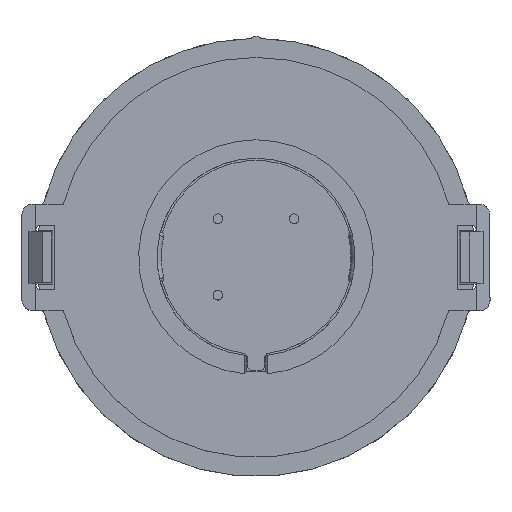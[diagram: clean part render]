
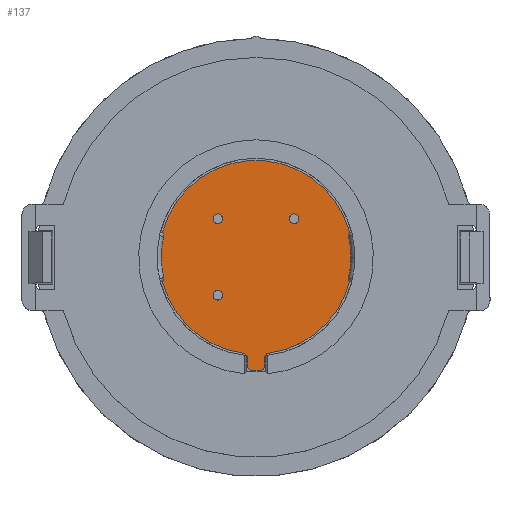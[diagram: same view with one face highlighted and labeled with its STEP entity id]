
A CAD part, top view. The second image highlights one B-rep face of the part: STEP entity #137.
In plain terms, the highlighted planar face has unit normal (0, 0, 1).
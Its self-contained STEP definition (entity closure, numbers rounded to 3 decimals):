
#137 = ADVANCED_FACE ( 'NONE', ( #3050 ), #1441, .F. ) ;
#414 = VERTEX_POINT ( 'NONE', #1531 ) ;
#439 = VERTEX_POINT ( 'NONE', #1561 ) ;
#620 = EDGE_CURVE ( 'NONE', #2251, #1756, #3079, .T. ) ;
#625 = EDGE_CURVE ( 'NONE', #2264, #2257, #3087, .T. ) ;
#629 = EDGE_CURVE ( 'NONE', #414, #2264, #3092, .T. ) ;
#630 = EDGE_CURVE ( 'NONE', #2287, #2260, #3094, .T. ) ;
#633 = EDGE_CURVE ( 'NONE', #2257, #2287, #3099, .T. ) ;
#636 = EDGE_CURVE ( 'NONE', #2246, #2252, #3097, .T. ) ;
#639 = EDGE_CURVE ( 'NONE', #2252, #2260, #3109, .T. ) ;
#642 = EDGE_CURVE ( 'NONE', #1749, #2246, #3113, .T. ) ;
#644 = EDGE_CURVE ( 'NONE', #439, #2267, #3115, .T. ) ;
#645 = EDGE_CURVE ( 'NONE', #2267, #2251, #3117, .T. ) ;
#648 = EDGE_CURVE ( 'NONE', #1756, #414, #3122, .T. ) ;
#649 = EDGE_CURVE ( 'NONE', #1749, #439, #3123, .T. ) ;
#1036 = CARTESIAN_POINT ( 'NONE',  ( -0.15, -5.1, 8.4 ) ) ;
#1037 = DIRECTION ( 'NONE',  ( 0., 0., 1. ) ) ;
#1038 = DIRECTION ( 'NONE',  ( -0.707, -0.707, 0. ) ) ;
#1050 = CARTESIAN_POINT ( 'NONE',  ( 0.15, -5.1, 8.4 ) ) ;
#1051 = DIRECTION ( 'NONE',  ( 0., 0., 1. ) ) ;
#1052 = DIRECTION ( 'NONE',  ( -0.707, -0.707, 0. ) ) ;
#1059 = CARTESIAN_POINT ( 'NONE',  ( 0.15, -5.35, 8.4 ) ) ;
#1060 = DIRECTION ( 'NONE',  ( 1., 0., 0. ) ) ;
#1063 = CARTESIAN_POINT ( 'NONE',  ( 0.65, -4.756, 8.4 ) ) ;
#1064 = DIRECTION ( 'NONE',  ( 0., 0., -1. ) ) ;
#1065 = DIRECTION ( 'NONE',  ( -0.707, -0.707, 0. ) ) ;
#1068 = CARTESIAN_POINT ( 'NONE',  ( 0.4, -4.532, 8.4 ) ) ;
#1069 = DIRECTION ( 'NONE',  ( 0., 1., 0. ) ) ;
#1075 = CARTESIAN_POINT ( 'NONE',  ( 0., 0., 8.4 ) ) ;
#1076 = DIRECTION ( 'NONE',  ( 0., 0., -1. ) ) ;
#1077 = DIRECTION ( 'NONE',  ( -0.707, -0.707, 0. ) ) ;
#1084 = CARTESIAN_POINT ( 'NONE',  ( -0.4, -5.1, 8.4 ) ) ;
#1085 = CARTESIAN_POINT ( 'NONE',  ( 0., 0., 8.4 ) ) ;
#1086 = DIRECTION ( 'NONE',  ( 0., 0., -1. ) ) ;
#1087 = DIRECTION ( 'NONE',  ( -0.707, -0.707, 0. ) ) ;
#1092 = DIRECTION ( 'NONE',  ( 0., -1., 0. ) ) ;
#1094 = CARTESIAN_POINT ( 'NONE',  ( 0., 0., 8.4 ) ) ;
#1095 = DIRECTION ( 'NONE',  ( 0., 0., -1. ) ) ;
#1096 = DIRECTION ( 'NONE',  ( -0.707, -0.707, 0. ) ) ;
#1097 = CARTESIAN_POINT ( 'NONE',  ( -0.65, -4.756, 8.4 ) ) ;
#1098 = DIRECTION ( 'NONE',  ( 0., 0., -1. ) ) ;
#1099 = DIRECTION ( 'NONE',  ( -0.707, -0.707, 0. ) ) ;
#1107 = CARTESIAN_POINT ( 'NONE',  ( -0.15, -5.1, 8.4 ) ) ;
#1108 = DIRECTION ( 'NONE',  ( 0., 0., 1. ) ) ;
#1109 = DIRECTION ( 'NONE',  ( -0.707, -0.707, 0. ) ) ;
#1111 = CARTESIAN_POINT ( 'NONE',  ( -0.65, -4.756, 8.4 ) ) ;
#1112 = DIRECTION ( 'NONE',  ( 0., 0., -1. ) ) ;
#1113 = DIRECTION ( 'NONE',  ( -0.707, -0.707, 0. ) ) ;
#1381 = EDGE_LOOP ( 'NONE', ( #1932, #1934, #1891, #1877, #1878, #1879, #1880, #1881, #1882, #1883, #1884, #1885 ) ) ;
#1436 = CARTESIAN_POINT ( 'NONE',  ( 0., 0., 8.4 ) ) ;
#1441 = PLANE ( 'NONE',  #2901 ) ;
#1444 = DIRECTION ( 'NONE',  ( 0., 0., -1. ) ) ;
#1445 = DIRECTION ( 'NONE',  ( -0.707, -0.707, 0. ) ) ;
#1531 = CARTESIAN_POINT ( 'NONE',  ( -0.15, -5.35, 8.4 ) ) ;
#1561 = CARTESIAN_POINT ( 'NONE',  ( -0.473, -4.579, 8.4 ) ) ;
#1749 = VERTEX_POINT ( 'NONE', #4046 ) ;
#1756 = VERTEX_POINT ( 'NONE', #4051 ) ;
#1877 = ORIENTED_EDGE ( 'NONE', *, *, #645, .T. ) ;
#1878 = ORIENTED_EDGE ( 'NONE', *, *, #620, .T. ) ;
#1879 = ORIENTED_EDGE ( 'NONE', *, *, #648, .T. ) ;
#1880 = ORIENTED_EDGE ( 'NONE', *, *, #629, .T. ) ;
#1881 = ORIENTED_EDGE ( 'NONE', *, *, #625, .T. ) ;
#1882 = ORIENTED_EDGE ( 'NONE', *, *, #633, .T. ) ;
#1883 = ORIENTED_EDGE ( 'NONE', *, *, #630, .T. ) ;
#1884 = ORIENTED_EDGE ( 'NONE', *, *, #639, .F. ) ;
#1885 = ORIENTED_EDGE ( 'NONE', *, *, #636, .F. ) ;
#1891 = ORIENTED_EDGE ( 'NONE', *, *, #644, .T. ) ;
#1932 = ORIENTED_EDGE ( 'NONE', *, *, #642, .F. ) ;
#1934 = ORIENTED_EDGE ( 'NONE', *, *, #649, .T. ) ;
#2246 = VERTEX_POINT ( 'NONE', #4065 ) ;
#2251 = VERTEX_POINT ( 'NONE', #4066 ) ;
#2252 = VERTEX_POINT ( 'NONE', #4069 ) ;
#2257 = VERTEX_POINT ( 'NONE', #4068 ) ;
#2260 = VERTEX_POINT ( 'NONE', #4070 ) ;
#2264 = VERTEX_POINT ( 'NONE', #4072 ) ;
#2267 = VERTEX_POINT ( 'NONE', #4077 ) ;
#2287 = VERTEX_POINT ( 'NONE', #4089 ) ;
#2869 = AXIS2_PLACEMENT_3D ( 'NONE', #1111, #1112, #1113 ) ;
#2870 = AXIS2_PLACEMENT_3D ( 'NONE', #1107, #1108, #1109 ) ;
#2874 = AXIS2_PLACEMENT_3D ( 'NONE', #1097, #1098, #1099 ) ;
#2875 = AXIS2_PLACEMENT_3D ( 'NONE', #1094, #1095, #1096 ) ;
#2877 = AXIS2_PLACEMENT_3D ( 'NONE', #1085, #1086, #1087 ) ;
#2879 = AXIS2_PLACEMENT_3D ( 'NONE', #1075, #1076, #1077 ) ;
#2881 = AXIS2_PLACEMENT_3D ( 'NONE', #1063, #1064, #1065 ) ;
#2885 = AXIS2_PLACEMENT_3D ( 'NONE', #1050, #1051, #1052 ) ;
#2890 = AXIS2_PLACEMENT_3D ( 'NONE', #1036, #1037, #1038 ) ;
#2901 = AXIS2_PLACEMENT_3D ( 'NONE', #1436, #1444, #1445 ) ;
#3050 = FACE_OUTER_BOUND ( 'NONE', #1381, .T. ) ;
#3079 = CIRCLE ( 'NONE', #2890, 0.25 ) ;
#3087 = CIRCLE ( 'NONE', #2885, 0.25 ) ;
#3092 = LINE ( 'NONE', #1059, #3095 ) ;
#3094 = CIRCLE ( 'NONE', #2881, 0.25 ) ;
#3095 = VECTOR ( 'NONE', #1060, 1000. ) ;
#3097 = CIRCLE ( 'NONE', #2879, 4.55 ) ;
#3099 = LINE ( 'NONE', #1068, #3102 ) ;
#3102 = VECTOR ( 'NONE', #1069, 1000. ) ;
#3109 = CIRCLE ( 'NONE', #2877, 4.55 ) ;
#3113 = CIRCLE ( 'NONE', #2875, 4.55 ) ;
#3115 = CIRCLE ( 'NONE', #2874, 0.25 ) ;
#3117 = LINE ( 'NONE', #1084, #3119 ) ;
#3119 = VECTOR ( 'NONE', #1092, 1000. ) ;
#3122 = CIRCLE ( 'NONE', #2870, 0.25 ) ;
#3123 = CIRCLE ( 'NONE', #2869, 0.25 ) ;
#4046 = CARTESIAN_POINT ( 'NONE',  ( -0.616, -4.508, 8.4 ) ) ;
#4051 = CARTESIAN_POINT ( 'NONE',  ( -0.327, -5.277, 8.4 ) ) ;
#4065 = CARTESIAN_POINT ( 'NONE',  ( -3.217, -3.217, 8.4 ) ) ;
#4066 = CARTESIAN_POINT ( 'NONE',  ( -0.4, -5.1, 8.4 ) ) ;
#4068 = CARTESIAN_POINT ( 'NONE',  ( 0.4, -5.1, 8.4 ) ) ;
#4069 = CARTESIAN_POINT ( 'NONE',  ( 3.217, 3.217, 8.4 ) ) ;
#4070 = CARTESIAN_POINT ( 'NONE',  ( 0.616, -4.508, 8.4 ) ) ;
#4072 = CARTESIAN_POINT ( 'NONE',  ( 0.15, -5.35, 8.4 ) ) ;
#4077 = CARTESIAN_POINT ( 'NONE',  ( -0.4, -4.756, 8.4 ) ) ;
#4089 = CARTESIAN_POINT ( 'NONE',  ( 0.4, -4.756, 8.4 ) ) ;
